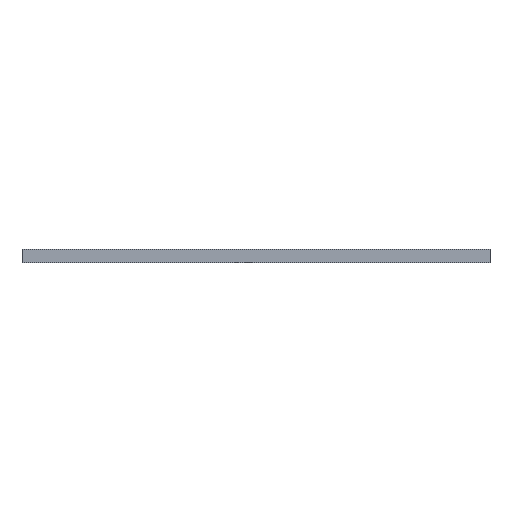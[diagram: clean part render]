
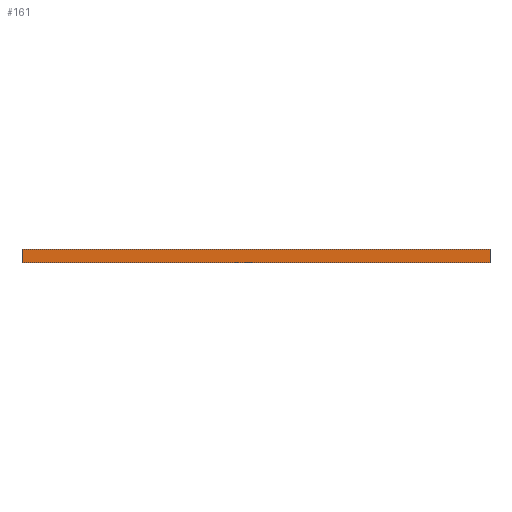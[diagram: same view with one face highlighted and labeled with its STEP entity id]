
A CAD part, front view. The second image highlights one B-rep face of the part: STEP entity #161.
In plain terms, the highlighted planar face has unit normal (0, -1, 0).
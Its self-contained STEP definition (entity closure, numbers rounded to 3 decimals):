
#100 = EDGE_CURVE ( 'NONE', #1558, #2178, #514, .T. ) ;
#115 = CARTESIAN_POINT ( 'NONE',  ( 499.719, 0., 0. ) ) ;
#161 = ADVANCED_FACE ( 'NONE', ( #2169 ), #524, .F. ) ;
#181 = DIRECTION ( 'NONE',  ( 1., 0., 0. ) ) ;
#201 = CARTESIAN_POINT ( 'NONE',  ( 329.859, 0., 5. ) ) ;
#317 = ORIENTED_EDGE ( 'NONE', *, *, #100, .T. ) ;
#475 = DIRECTION ( 'NONE',  ( 1., 0., 0. ) ) ;
#514 = LINE ( 'NONE', #1343, #726 ) ;
#524 = PLANE ( 'NONE',  #2137 ) ;
#587 = CARTESIAN_POINT ( 'NONE',  ( 329.859, 0., 0. ) ) ;
#651 = LINE ( 'NONE', #1322, #777 ) ;
#661 = DIRECTION ( 'NONE',  ( 0., 1., 0. ) ) ;
#686 = EDGE_CURVE ( 'NONE', #1976, #1901, #2079, .T. ) ;
#726 = VECTOR ( 'NONE', #1189, 1000. ) ;
#777 = VECTOR ( 'NONE', #475, 1000. ) ;
#778 = ORIENTED_EDGE ( 'NONE', *, *, #686, .F. ) ;
#855 = CARTESIAN_POINT ( 'NONE',  ( 499.719, 0., 5. ) ) ;
#858 = CARTESIAN_POINT ( 'NONE',  ( 329.859, 0., 5. ) ) ;
#982 = ORIENTED_EDGE ( 'NONE', *, *, #1887, .F. ) ;
#1189 = DIRECTION ( 'NONE',  ( 0., 0., -1. ) ) ;
#1198 = CARTESIAN_POINT ( 'NONE',  ( 249.719, 0., 5. ) ) ;
#1322 = CARTESIAN_POINT ( 'NONE',  ( 329.859, 0., 0. ) ) ;
#1326 = VECTOR ( 'NONE', #1732, 1000. ) ;
#1343 = CARTESIAN_POINT ( 'NONE',  ( 329.859, 0., 5. ) ) ;
#1382 = CARTESIAN_POINT ( 'NONE',  ( 499.719, 0., 5. ) ) ;
#1558 = VERTEX_POINT ( 'NONE', #201 ) ;
#1700 = LINE ( 'NONE', #858, #1861 ) ;
#1732 = DIRECTION ( 'NONE',  ( 0., 0., -1. ) ) ;
#1861 = VECTOR ( 'NONE', #181, 1000. ) ;
#1865 = EDGE_CURVE ( 'NONE', #2178, #1901, #651, .T. ) ;
#1887 = EDGE_CURVE ( 'NONE', #1558, #1976, #1700, .T. ) ;
#1901 = VERTEX_POINT ( 'NONE', #115 ) ;
#1976 = VERTEX_POINT ( 'NONE', #855 ) ;
#2042 = DIRECTION ( 'NONE',  ( 1., 0., 0. ) ) ;
#2079 = LINE ( 'NONE', #1382, #1326 ) ;
#2085 = EDGE_LOOP ( 'NONE', ( #982, #317, #2097, #778 ) ) ;
#2097 = ORIENTED_EDGE ( 'NONE', *, *, #1865, .T. ) ;
#2137 = AXIS2_PLACEMENT_3D ( 'NONE', #1198, #661, #2042 ) ;
#2169 = FACE_OUTER_BOUND ( 'NONE', #2085, .T. ) ;
#2178 = VERTEX_POINT ( 'NONE', #587 ) ;
